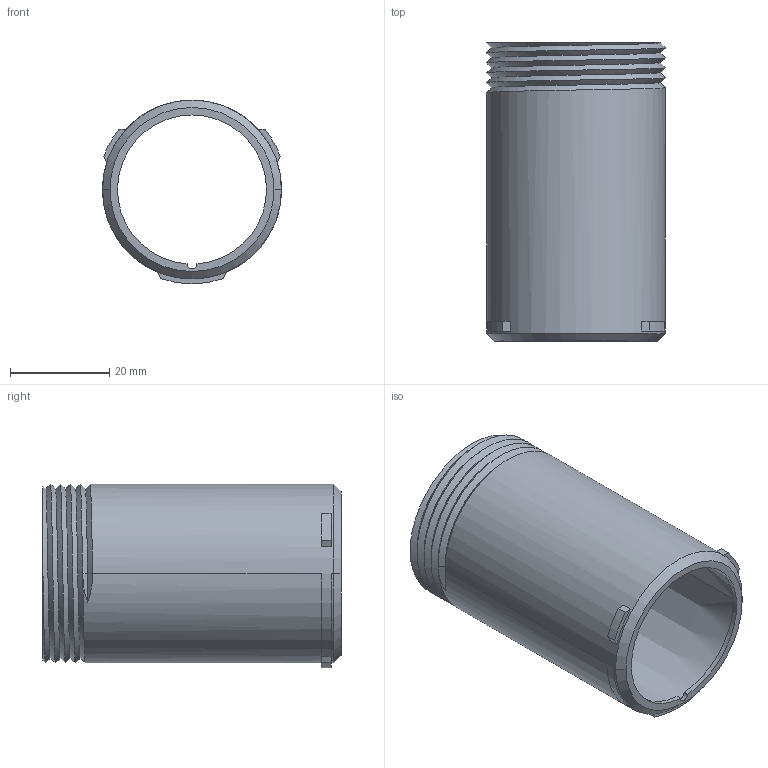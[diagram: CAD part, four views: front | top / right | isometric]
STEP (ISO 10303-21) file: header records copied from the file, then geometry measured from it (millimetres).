
FILE_DESCRIPTION((''),'2;1');
FILE_NAME('G3O','2017-08-28T',('Ishan'),(''),'PRO/ENGINEER BY PARAMETRIC TECHNOLOGY CORPORATION, 2015280','PRO/ENGINEER BY PARAMETRIC TECHNOLOGY CORPORATION, 2015280','');
FILE_SCHEMA(('CONFIG_CONTROL_DESIGN'));
Length unit declared in the file: millimetre
Products named in the file (1): G3O
Bounding box: 36 x 60 x 37 mm (x, y, z)
Volume: 10840.8 mm3; surface area: 13762.7 mm2
Topology: 1 solids, 1 shells, 33 faces, 86 edges, 57 vertices
Faces by surface type: plane 17, cylinder 8, cone 4, bspline 4
Entity records: 2032 total; most frequent: CARTESIAN_POINT 1190, ORIENTED_EDGE 172, DIRECTION 157, EDGE_CURVE 86, AXIS2_PLACEMENT_3D 59, VERTEX_POINT 57, VECTOR 39, LINE 39
